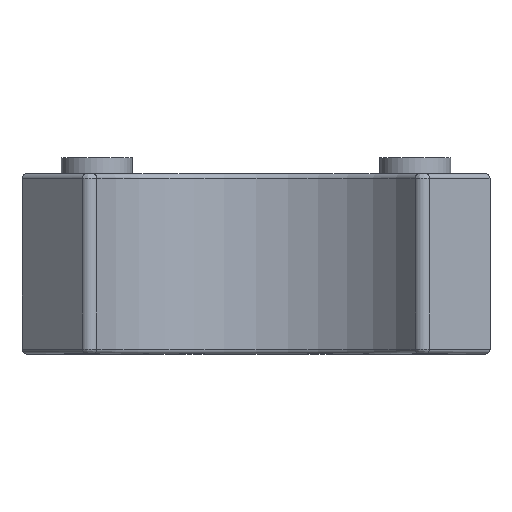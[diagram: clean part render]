
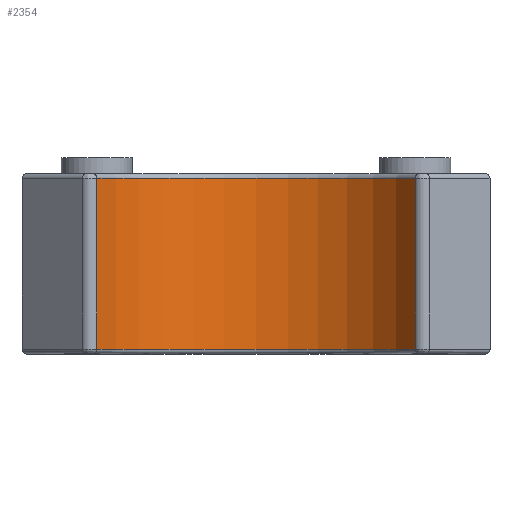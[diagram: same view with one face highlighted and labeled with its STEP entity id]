
A CAD part, top view. The second image highlights one B-rep face of the part: STEP entity #2354.
In plain terms, the highlighted cylindrical face has radius 20.8 mm (diameter 41.6 mm), a partial arc.
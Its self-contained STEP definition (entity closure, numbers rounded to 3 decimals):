
#415=CARTESIAN_POINT('',(0.,0.5,26.));
#416=DIRECTION('',(0.,-1.,0.));
#417=DIRECTION('',(-0.85,0.,-0.526));
#418=AXIS2_PLACEMENT_3D('',#415,#416,#417);
#758=DIRECTION('',(0.,-1.,0.));
#759=VECTOR('',#758,19.);
#760=CARTESIAN_POINT('',(17.689,19.5,15.058));
#761=LINE('',#760,#759);
#765=DIRECTION('',(0.,1.,0.));
#766=VECTOR('',#765,19.);
#767=CARTESIAN_POINT('',(-17.689,0.5,15.058));
#768=LINE('',#767,#766);
#772=CARTESIAN_POINT('',(0.,19.5,26.));
#773=DIRECTION('',(0.,1.,0.));
#774=DIRECTION('',(0.85,0.,-0.526));
#775=AXIS2_PLACEMENT_3D('',#772,#773,#774);
#1779=CARTESIAN_POINT('',(-17.689,19.5,15.058));
#1780=VERTEX_POINT('',#1779);
#1781=CARTESIAN_POINT('',(17.689,19.5,15.058));
#1782=VERTEX_POINT('',#1781);
#1787=CARTESIAN_POINT('',(17.689,0.5,15.058));
#1788=VERTEX_POINT('',#1787);
#1789=CARTESIAN_POINT('',(-17.689,0.5,15.058));
#1790=VERTEX_POINT('',#1789);
#2341=CARTESIAN_POINT('',(0.,0.,26.));
#2342=DIRECTION('',(0.,1.,0.));
#2343=DIRECTION('',(1.,0.,0.));
#2344=AXIS2_PLACEMENT_3D('',#2341,#2342,#2343);
#2345=CYLINDRICAL_SURFACE('',#2344,20.8);
#2347=ORIENTED_EDGE('',*,*,#2346,.F.);
#2348=ORIENTED_EDGE('',*,*,#2336,.T.);
#2349=ORIENTED_EDGE('',*,*,#2094,.F.);
#2351=ORIENTED_EDGE('',*,*,#2350,.T.);
#2352=EDGE_LOOP('',(#2347,#2348,#2349,#2351));
#2353=FACE_OUTER_BOUND('',#2352,.F.);
#2354=ADVANCED_FACE('',(#2353),#2345,.F.);
#419=CIRCLE('',#418,20.8);
#776=CIRCLE('',#775,20.8);
#2094=EDGE_CURVE('',#1790,#1788,#419,.T.);
#2336=EDGE_CURVE('',#1782,#1788,#761,.T.);
#2346=EDGE_CURVE('',#1782,#1780,#776,.T.);
#2350=EDGE_CURVE('',#1790,#1780,#768,.T.);
